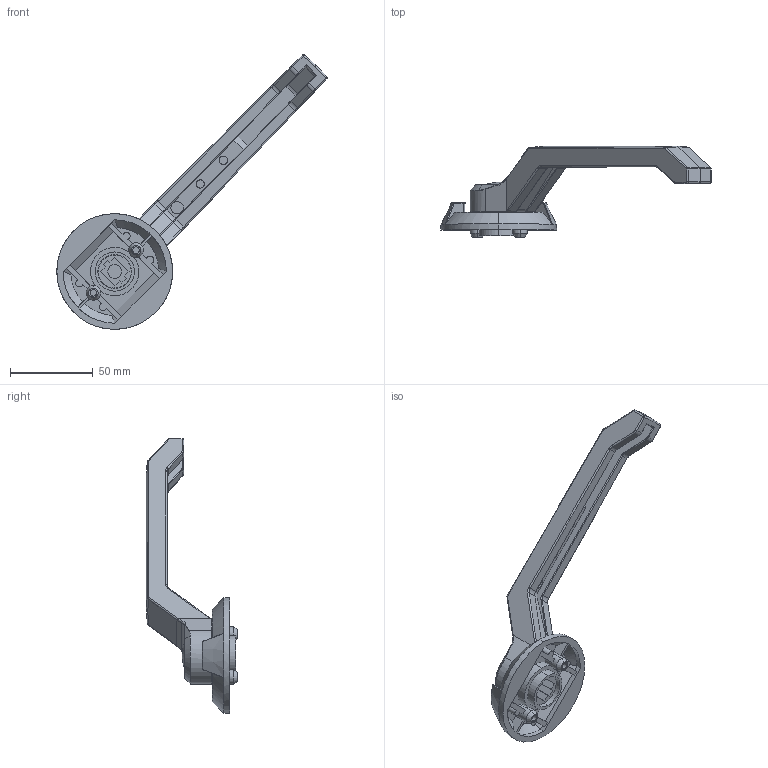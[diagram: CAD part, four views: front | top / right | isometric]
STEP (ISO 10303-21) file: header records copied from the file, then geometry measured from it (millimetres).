
FILE_DESCRIPTION (( 'STEP AP203' ), '1' );
FILE_NAME ('Ðó÷êà DIDAK.STEP', '2016-07-15T10:17:13', ( '' ), ( '' ), 'SwSTEP 2.0', 'SolidWorks 2012', '' );
FILE_SCHEMA (( 'CONFIG_CONTROL_DESIGN' ));
Length unit declared in the file: millimetre
Products named in the file (4): Çàãëóøêà D14 (×åðíàÿ); Ðó÷êà DIDAK; Ðó÷êà 176; 侲膹馯罻 栦 栺闀闉鍎 232-0410.03
Assembly tree (3 placements, depth 2):
  Ðó÷êà DIDAK
    侲膹馯罻 栦 栺闀闉鍎 232-0410.03
    Ðó÷êà 176
    Çàãëóøêà D14 (×åðíàÿ)
Bounding box: 163.38 x 55.2 x 166.1 mm (x, y, z)
Volume: 83398.2 mm3; surface area: 33738.1 mm2
Topology: 3 solids, 3 shells, 312 faces, 775 edges, 475 vertices
Faces by surface type: cylinder 117, plane 111, bspline 41, torus 21, cone 16, sphere 6
Entity records: 10287 total; most frequent: CARTESIAN_POINT 2778, ORIENTED_EDGE 1530, DIRECTION 1478, EDGE_CURVE 765, AXIS2_PLACEMENT_3D 567, VERTEX_POINT 475, LINE 344, VECTOR 344
